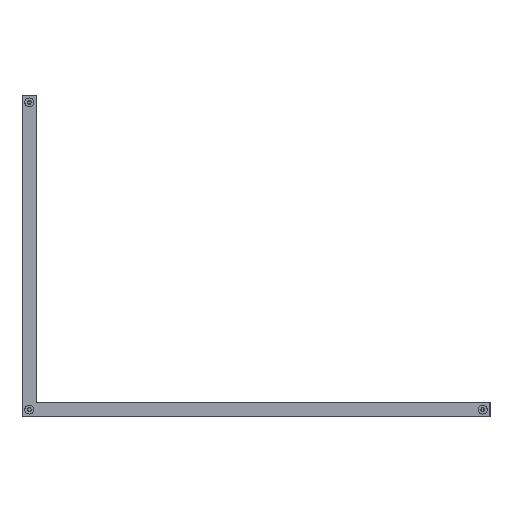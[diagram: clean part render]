
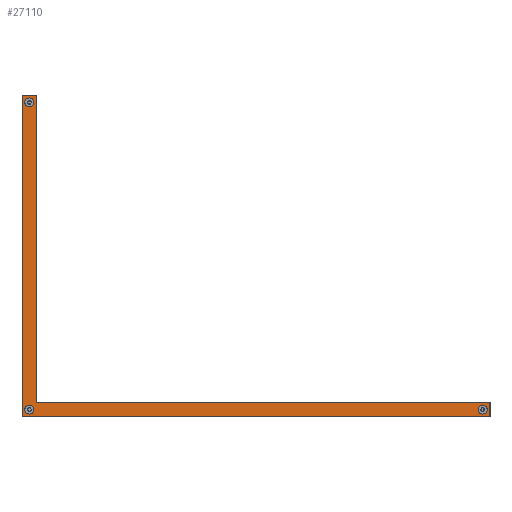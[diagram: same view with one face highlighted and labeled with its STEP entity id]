
A CAD part, front view. The second image highlights one B-rep face of the part: STEP entity #27110.
In plain terms, the highlighted planar face has unit normal (0, -1, 0).
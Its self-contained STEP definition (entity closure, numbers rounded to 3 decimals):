
#4883 = EDGE_LOOP ( 'NONE', ( #23548, #23668 ) ) ;
#4911 = EDGE_LOOP ( 'NONE', ( #24290, #23513 ) ) ;
#4939 = EDGE_LOOP ( 'NONE', ( #24243, #23970 ) ) ;
#4975 = EDGE_LOOP ( 'NONE', ( #23487, #24085, #23833, #23949, #24414, #24192 ) ) ;
#5204 = VERTEX_POINT ( 'NONE', #12063 ) ;
#5210 = VERTEX_POINT ( 'NONE', #12069 ) ;
#5280 = VERTEX_POINT ( 'NONE', #12139 ) ;
#5357 = VERTEX_POINT ( 'NONE', #12216 ) ;
#5369 = VERTEX_POINT ( 'NONE', #12228 ) ;
#5464 = VERTEX_POINT ( 'NONE', #12323 ) ;
#5500 = VERTEX_POINT ( 'NONE', #12359 ) ;
#5636 = VERTEX_POINT ( 'NONE', #12495 ) ;
#5751 = VERTEX_POINT ( 'NONE', #12610 ) ;
#5777 = VERTEX_POINT ( 'NONE', #12636 ) ;
#5795 = VERTEX_POINT ( 'NONE', #12654 ) ;
#6621 = CIRCLE ( 'NONE', #16248, 6. ) ;
#6624 = CIRCLE ( 'NONE', #16256, 6. ) ;
#6626 = CIRCLE ( 'NONE', #16266, 6. ) ;
#6897 = VERTEX_POINT ( 'NONE', #14920 ) ;
#12063 = CARTESIAN_POINT ( 'NONE',  ( 441.5, -10., -10. ) ) ;
#12069 = CARTESIAN_POINT ( 'NONE',  ( 20., -10., -631.8 ) ) ;
#12139 = CARTESIAN_POINT ( 'NONE',  ( 431.5, -10., -6. ) ) ;
#12216 = CARTESIAN_POINT ( 'NONE',  ( 20., -10., -10. ) ) ;
#12228 = CARTESIAN_POINT ( 'NONE',  ( 10., -10., -627.8 ) ) ;
#12323 = CARTESIAN_POINT ( 'NONE',  ( 431.5, -10., 6. ) ) ;
#12359 = CARTESIAN_POINT ( 'NONE',  ( 0., -10., -631.8 ) ) ;
#12495 = CARTESIAN_POINT ( 'NONE',  ( 10., -10., 6. ) ) ;
#12610 = CARTESIAN_POINT ( 'NONE',  ( 441.5, -10., 10. ) ) ;
#12636 = CARTESIAN_POINT ( 'NONE',  ( 10., -10., -615.8 ) ) ;
#12654 = CARTESIAN_POINT ( 'NONE',  ( 10., -10., -6. ) ) ;
#14920 = CARTESIAN_POINT ( 'NONE',  ( 0., -10., 10. ) ) ;
#16248 = AXIS2_PLACEMENT_3D ( 'NONE', #17952, #17965, #17966 ) ;
#16256 = AXIS2_PLACEMENT_3D ( 'NONE', #17982, #17989, #17990 ) ;
#16266 = AXIS2_PLACEMENT_3D ( 'NONE', #17997, #18019, #18020 ) ;
#16653 = VECTOR ( 'NONE', #19691, 1000. ) ;
#17030 = AXIS2_PLACEMENT_3D ( 'NONE', #20601, #20605, #20606 ) ;
#17109 = FACE_BOUND ( 'NONE', #4939, .T. ) ;
#17127 = FACE_BOUND ( 'NONE', #4883, .T. ) ;
#17129 = AXIS2_PLACEMENT_3D ( 'NONE', #21022, #21023, #21024 ) ;
#17131 = FACE_BOUND ( 'NONE', #4911, .T. ) ;
#17133 = FACE_OUTER_BOUND ( 'NONE', #4975, .T. ) ;
#17952 = CARTESIAN_POINT ( 'NONE',  ( 431.5, -10., 0. ) ) ;
#17965 = DIRECTION ( 'NONE',  ( 0., -1., 0. ) ) ;
#17966 = DIRECTION ( 'NONE',  ( 0., 0., -1. ) ) ;
#17982 = CARTESIAN_POINT ( 'NONE',  ( 10., -10., 0. ) ) ;
#17989 = DIRECTION ( 'NONE',  ( 0., -1., 0. ) ) ;
#17990 = DIRECTION ( 'NONE',  ( 0., 0., -1. ) ) ;
#17997 = CARTESIAN_POINT ( 'NONE',  ( 10., -10., -621.8 ) ) ;
#18019 = DIRECTION ( 'NONE',  ( 0., -1., 0. ) ) ;
#18020 = DIRECTION ( 'NONE',  ( 0., 0., -1. ) ) ;
#19542 = CIRCLE ( 'NONE', #17030, 6. ) ;
#19573 = CIRCLE ( 'NONE', #22305, 6. ) ;
#19577 = CIRCLE ( 'NONE', #22338, 6. ) ;
#19689 = LINE ( 'NONE', #19690, #16653 ) ;
#19690 = CARTESIAN_POINT ( 'NONE',  ( 441.5, -10., -10. ) ) ;
#19691 = DIRECTION ( 'NONE',  ( -1., 0., 0. ) ) ;
#20601 = CARTESIAN_POINT ( 'NONE',  ( 431.5, -10., 0. ) ) ;
#20605 = DIRECTION ( 'NONE',  ( 0., -1., 0. ) ) ;
#20606 = DIRECTION ( 'NONE',  ( 0., 0., -1. ) ) ;
#21021 = PLANE ( 'NONE',  #17129 ) ;
#21022 = CARTESIAN_POINT ( 'NONE',  ( 441.5, -10., 10. ) ) ;
#21023 = DIRECTION ( 'NONE',  ( 0., 1., 0. ) ) ;
#21024 = DIRECTION ( 'NONE',  ( 0., 0., 1. ) ) ;
#21122 = LINE ( 'NONE', #21123, #22042 ) ;
#21123 = CARTESIAN_POINT ( 'NONE',  ( 0., -10., -631.8 ) ) ;
#21124 = DIRECTION ( 'NONE',  ( -1., 0., 0. ) ) ;
#21216 = LINE ( 'NONE', #21217, #22085 ) ;
#21217 = CARTESIAN_POINT ( 'NONE',  ( 0., -10., 10. ) ) ;
#21218 = DIRECTION ( 'NONE',  ( 0., 0., -1. ) ) ;
#21462 = LINE ( 'NONE', #21463, #22193 ) ;
#21463 = CARTESIAN_POINT ( 'NONE',  ( 20., -10., -631.8 ) ) ;
#21464 = DIRECTION ( 'NONE',  ( 0., 0., 1. ) ) ;
#21724 = CARTESIAN_POINT ( 'NONE',  ( 10., -10., -621.8 ) ) ;
#21725 = DIRECTION ( 'NONE',  ( 0., -1., 0. ) ) ;
#21726 = DIRECTION ( 'NONE',  ( 0., 0., -1. ) ) ;
#21781 = LINE ( 'NONE', #21782, #22332 ) ;
#21782 = CARTESIAN_POINT ( 'NONE',  ( 441.5, -10., 10. ) ) ;
#21783 = DIRECTION ( 'NONE',  ( 0., 0., -1. ) ) ;
#21799 = CARTESIAN_POINT ( 'NONE',  ( 10., -10., 0. ) ) ;
#21800 = DIRECTION ( 'NONE',  ( 0., -1., 0. ) ) ;
#21801 = DIRECTION ( 'NONE',  ( 0., 0., -1. ) ) ;
#21870 = LINE ( 'NONE', #21871, #22371 ) ;
#21871 = CARTESIAN_POINT ( 'NONE',  ( 441.5, -10., 10. ) ) ;
#21872 = DIRECTION ( 'NONE',  ( -1., 0., 0. ) ) ;
#22042 = VECTOR ( 'NONE', #21124, 1000. ) ;
#22085 = VECTOR ( 'NONE', #21218, 1000. ) ;
#22193 = VECTOR ( 'NONE', #21464, 1000. ) ;
#22305 = AXIS2_PLACEMENT_3D ( 'NONE', #21724, #21725, #21726 ) ;
#22332 = VECTOR ( 'NONE', #21783, 1000. ) ;
#22338 = AXIS2_PLACEMENT_3D ( 'NONE', #21799, #21800, #21801 ) ;
#22371 = VECTOR ( 'NONE', #21872, 1000. ) ;
#22457 = EDGE_CURVE ( 'NONE', #5751, #6897, #21870, .T. ) ;
#23094 = EDGE_CURVE ( 'NONE', #5464, #5280, #6621, .T. ) ;
#23102 = EDGE_CURVE ( 'NONE', #5636, #5795, #6624, .T. ) ;
#23112 = EDGE_CURVE ( 'NONE', #5777, #5369, #6626, .T. ) ;
#23487 = ORIENTED_EDGE ( 'NONE', *, *, #27167, .T. ) ;
#23513 = ORIENTED_EDGE ( 'NONE', *, *, #23094, .F. ) ;
#23548 = ORIENTED_EDGE ( 'NONE', *, *, #27321, .F. ) ;
#23668 = ORIENTED_EDGE ( 'NONE', *, *, #23112, .F. ) ;
#23833 = ORIENTED_EDGE ( 'NONE', *, *, #27242, .T. ) ;
#23949 = ORIENTED_EDGE ( 'NONE', *, *, #26765, .F. ) ;
#23970 = ORIENTED_EDGE ( 'NONE', *, *, #23102, .F. ) ;
#24085 = ORIENTED_EDGE ( 'NONE', *, *, #27140, .F. ) ;
#24192 = ORIENTED_EDGE ( 'NONE', *, *, #22457, .T. ) ;
#24243 = ORIENTED_EDGE ( 'NONE', *, *, #27342, .F. ) ;
#24290 = ORIENTED_EDGE ( 'NONE', *, *, #27041, .F. ) ;
#24414 = ORIENTED_EDGE ( 'NONE', *, *, #27337, .F. ) ;
#26765 = EDGE_CURVE ( 'NONE', #5204, #5357, #19689, .T. ) ;
#27041 = EDGE_CURVE ( 'NONE', #5280, #5464, #19542, .T. ) ;
#27110 = ADVANCED_FACE ( 'NONE', ( #17127, #17109, #17131, #17133 ), #21021, .F. ) ;
#27140 = EDGE_CURVE ( 'NONE', #5210, #5500, #21122, .T. ) ;
#27167 = EDGE_CURVE ( 'NONE', #6897, #5500, #21216, .T. ) ;
#27242 = EDGE_CURVE ( 'NONE', #5210, #5357, #21462, .T. ) ;
#27321 = EDGE_CURVE ( 'NONE', #5369, #5777, #19573, .T. ) ;
#27337 = EDGE_CURVE ( 'NONE', #5751, #5204, #21781, .T. ) ;
#27342 = EDGE_CURVE ( 'NONE', #5795, #5636, #19577, .T. ) ;
